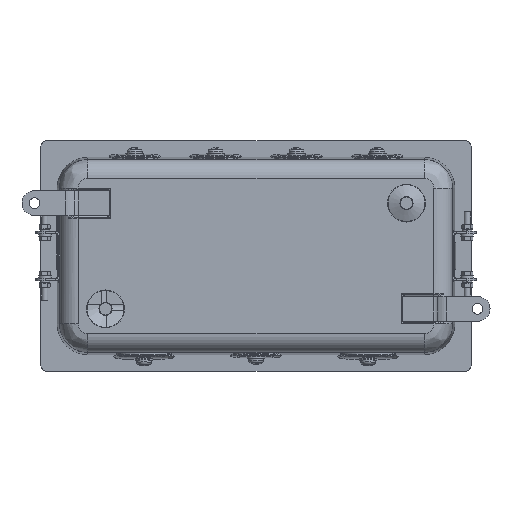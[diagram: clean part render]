
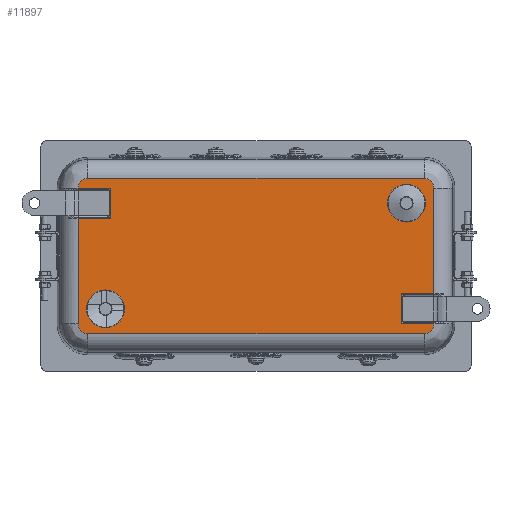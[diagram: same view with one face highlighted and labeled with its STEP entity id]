
A CAD part, front view. The second image highlights one B-rep face of the part: STEP entity #11897.
In plain terms, the highlighted planar face has unit normal (0, -1, 0).
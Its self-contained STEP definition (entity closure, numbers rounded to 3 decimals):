
#688=FACE_BOUND('',#1915,.T.);
#689=FACE_BOUND('',#1916,.T.);
#774=PLANE('',#12728);
#1189=FACE_OUTER_BOUND('',#1914,.T.);
#1914=EDGE_LOOP('',(#7640,#7641,#7642,#7643,#7644,#7645,#7646,#7647,#7648,
#7649,#7650,#7651,#7652,#7653));
#1915=EDGE_LOOP('',(#7654));
#1916=EDGE_LOOP('',(#7655));
#2665=LINE('',#17614,#3245);
#2666=LINE('',#17647,#3246);
#2671=LINE('',#17673,#3251);
#2675=LINE('',#17699,#3255);
#2680=LINE('',#17809,#3260);
#2682=LINE('',#17884,#3262);
#2684=LINE('',#17925,#3264);
#2689=LINE('',#18004,#3269);
#2690=LINE('',#18008,#3270);
#2693=LINE('',#18065,#3273);
#3245=VECTOR('',#14160,10.);
#3246=VECTOR('',#14177,10.);
#3251=VECTOR('',#14188,10.);
#3255=VECTOR('',#14204,10.);
#3260=VECTOR('',#14235,10.);
#3262=VECTOR('',#14255,10.);
#3264=VECTOR('',#14275,10.);
#3269=VECTOR('',#14312,10.);
#3270=VECTOR('',#14317,10.);
#3273=VECTOR('',#14362,10.);
#3850=CIRCLE('',#12636,7.896);
#3853=CIRCLE('',#12639,7.896);
#3857=CIRCLE('',#12644,7.896);
#3861=CIRCLE('',#12648,7.896);
#3901=CIRCLE('',#12722,15.194);
#3905=CIRCLE('',#12729,15.194);
#4539=VERTEX_POINT('',#17588);
#4542=VERTEX_POINT('',#17594);
#4543=VERTEX_POINT('',#17606);
#4544=VERTEX_POINT('',#17608);
#4545=VERTEX_POINT('',#17612);
#4547=VERTEX_POINT('',#17626);
#4548=VERTEX_POINT('',#17638);
#4551=VERTEX_POINT('',#17643);
#4557=VERTEX_POINT('',#17672);
#4563=VERTEX_POINT('',#17696);
#4573=VERTEX_POINT('',#17801);
#4575=VERTEX_POINT('',#17806);
#4580=VERTEX_POINT('',#17881);
#4594=VERTEX_POINT('',#18002);
#4601=VERTEX_POINT('',#18054);
#4604=VERTEX_POINT('',#18066);
#5682=EDGE_CURVE('',#4542,#4539,#3850,.T.);
#5685=EDGE_CURVE('',#4544,#4543,#3853,.T.);
#5687=EDGE_CURVE('',#4545,#4544,#2665,.T.);
#5690=EDGE_CURVE('',#4547,#4545,#3857,.T.);
#5694=EDGE_CURVE('',#4551,#4548,#3861,.T.);
#5695=EDGE_CURVE('',#4539,#4551,#2666,.T.);
#5703=EDGE_CURVE('',#4548,#4557,#2671,.T.);
#5713=EDGE_CURVE('',#4563,#4557,#2675,.T.);
#5732=EDGE_CURVE('',#4573,#4575,#2680,.T.);
#5742=EDGE_CURVE('',#4580,#4547,#2682,.T.);
#5751=EDGE_CURVE('',#4563,#4580,#2684,.T.);
#5767=EDGE_CURVE('',#4575,#4594,#2689,.T.);
#5769=EDGE_CURVE('',#4542,#4594,#2690,.T.);
#5781=EDGE_CURVE('',#4601,#4601,#3901,.T.);
#5785=EDGE_CURVE('',#4543,#4573,#2693,.T.);
#5786=EDGE_CURVE('',#4604,#4604,#3905,.T.);
#7640=ORIENTED_EDGE('',*,*,#5769,.T.);
#7641=ORIENTED_EDGE('',*,*,#5767,.F.);
#7642=ORIENTED_EDGE('',*,*,#5732,.F.);
#7643=ORIENTED_EDGE('',*,*,#5785,.F.);
#7644=ORIENTED_EDGE('',*,*,#5685,.F.);
#7645=ORIENTED_EDGE('',*,*,#5687,.F.);
#7646=ORIENTED_EDGE('',*,*,#5690,.F.);
#7647=ORIENTED_EDGE('',*,*,#5742,.F.);
#7648=ORIENTED_EDGE('',*,*,#5751,.F.);
#7649=ORIENTED_EDGE('',*,*,#5713,.T.);
#7650=ORIENTED_EDGE('',*,*,#5703,.F.);
#7651=ORIENTED_EDGE('',*,*,#5694,.F.);
#7652=ORIENTED_EDGE('',*,*,#5695,.F.);
#7653=ORIENTED_EDGE('',*,*,#5682,.F.);
#7654=ORIENTED_EDGE('',*,*,#5781,.F.);
#7655=ORIENTED_EDGE('',*,*,#5786,.F.);
#11897=ADVANCED_FACE('',(#1189,#688,#689),#774,.T.);
#12636=AXIS2_PLACEMENT_3D('',#17596,#14148,#14149);
#12639=AXIS2_PLACEMENT_3D('',#17610,#14154,#14155);
#12644=AXIS2_PLACEMENT_3D('',#17628,#14165,#14166);
#12648=AXIS2_PLACEMENT_3D('',#17645,#14173,#14174);
#12722=AXIS2_PLACEMENT_3D('',#18056,#14348,#14349);
#12728=AXIS2_PLACEMENT_3D('',#18064,#14360,#14361);
#12729=AXIS2_PLACEMENT_3D('',#18067,#14363,#14364);
#14148=DIRECTION('center_axis',(0.,1.,0.));
#14149=DIRECTION('ref_axis',(-0.707,0.,0.707));
#14154=DIRECTION('center_axis',(0.,1.,0.));
#14155=DIRECTION('ref_axis',(-0.707,0.,-0.707));
#14160=DIRECTION('',(-1.,0.,0.));
#14165=DIRECTION('center_axis',(0.,1.,0.));
#14166=DIRECTION('ref_axis',(0.707,0.,-0.707));
#14173=DIRECTION('center_axis',(0.,1.,0.));
#14174=DIRECTION('ref_axis',(0.707,0.,0.707));
#14177=DIRECTION('',(1.,0.,0.));
#14188=DIRECTION('',(0.,0.,-1.));
#14204=DIRECTION('',(1.,0.,0.));
#14235=DIRECTION('',(1.,0.,0.));
#14255=DIRECTION('',(1.,0.,0.));
#14275=DIRECTION('',(0.,0.,-1.));
#14312=DIRECTION('',(0.,0.,1.));
#14317=DIRECTION('',(1.,0.,0.));
#14348=DIRECTION('center_axis',(0.,-1.,0.));
#14349=DIRECTION('ref_axis',(-1.,0.,0.));
#14360=DIRECTION('center_axis',(0.,-1.,0.));
#14361=DIRECTION('ref_axis',(1.,0.,0.));
#14362=DIRECTION('',(0.,0.,1.));
#14363=DIRECTION('center_axis',(0.,-1.,0.));
#14364=DIRECTION('ref_axis',(-1.,0.,0.));
#17588=CARTESIAN_POINT('',(-135.,4.,62.396));
#17594=CARTESIAN_POINT('',(-142.896,4.,54.5));
#17596=CARTESIAN_POINT('Origin',(-135.,4.,54.5));
#17606=CARTESIAN_POINT('',(-142.896,4.,-54.5));
#17608=CARTESIAN_POINT('',(-135.,4.,-62.396));
#17610=CARTESIAN_POINT('Origin',(-135.,4.,-54.5));
#17612=CARTESIAN_POINT('',(135.,4.,-62.396));
#17614=CARTESIAN_POINT('',(67.5,4.,-62.396));
#17626=CARTESIAN_POINT('',(142.896,4.,-54.5));
#17628=CARTESIAN_POINT('Origin',(135.,4.,-54.5));
#17638=CARTESIAN_POINT('',(142.896,4.,54.5));
#17643=CARTESIAN_POINT('',(135.,4.,62.396));
#17645=CARTESIAN_POINT('Origin',(135.,4.,54.5));
#17647=CARTESIAN_POINT('',(-67.5,4.,62.396));
#17672=CARTESIAN_POINT('',(142.896,4.,-30.5));
#17673=CARTESIAN_POINT('',(142.896,4.,27.25));
#17696=CARTESIAN_POINT('',(116.896,4.,-30.5));
#17699=CARTESIAN_POINT('',(83.948,4.,-30.5));
#17801=CARTESIAN_POINT('',(-142.896,4.,30.5));
#17806=CARTESIAN_POINT('',(-116.896,4.,30.5));
#17809=CARTESIAN_POINT('',(-83.948,4.,30.5));
#17881=CARTESIAN_POINT('',(116.896,4.,-54.5));
#17884=CARTESIAN_POINT('',(58.948,4.,-54.5));
#17925=CARTESIAN_POINT('',(116.896,4.,-15.75));
#18002=CARTESIAN_POINT('',(-116.896,4.,54.5));
#18004=CARTESIAN_POINT('',(-116.896,4.,15.75));
#18008=CARTESIAN_POINT('',(-58.948,4.,54.5));
#18054=CARTESIAN_POINT('',(-105.701,4.,-42.5));
#18056=CARTESIAN_POINT('Origin',(-120.896,4.,-42.5));
#18064=CARTESIAN_POINT('Origin',(0.,4.,
0.));
#18065=CARTESIAN_POINT('',(-142.896,4.,-27.25));
#18066=CARTESIAN_POINT('',(136.09,4.,42.5));
#18067=CARTESIAN_POINT('Origin',(120.896,4.,42.5));
